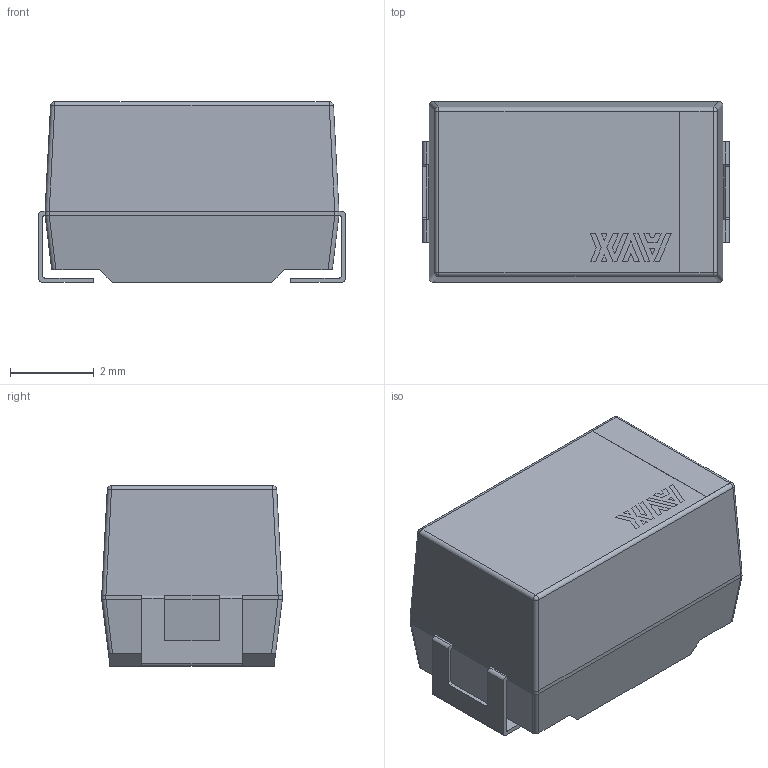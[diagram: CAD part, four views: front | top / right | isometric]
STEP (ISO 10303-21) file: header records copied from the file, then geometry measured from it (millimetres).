
FILE_DESCRIPTION(/* description */ (''),/* implementation_level */ '2;1');
FILE_NAME(/* name */ '1.stp',/* time_stamp */ '2021-03-19T14:42:06+02:00',/* author */ ('k'),/* organization */ (''),/* preprocessor_version */ 'ST-DEVELOPER v15.6',/* originating_system */ 'Autodesk Inventor 2015',/* authorisation */ '');
FILE_SCHEMA (('AUTOMOTIVE_DESIGN { 1 0 10303 214 3 1 1 }'));
Length unit declared in the file: millimetre
Products named in the file (5): 1; 2; 3; AVX Logo 2
Bounding box: 7.3 x 4.3 x 4.3 mm (x, y, z)
Volume: 120.1 mm3; surface area: 178.6 mm2
Topology: 13 solids, 13 shells, 167 faces, 407 edges, 266 vertices
Faces by surface type: plane 131, cylinder 32, sphere 4
Entity records: 4956 total; most frequent: CARTESIAN_POINT 849, DIRECTION 823, ORIENTED_EDGE 814, EDGE_CURVE 407, LINE 343, VECTOR 343, VERTEX_POINT 266, AXIS2_PLACEMENT_3D 240
